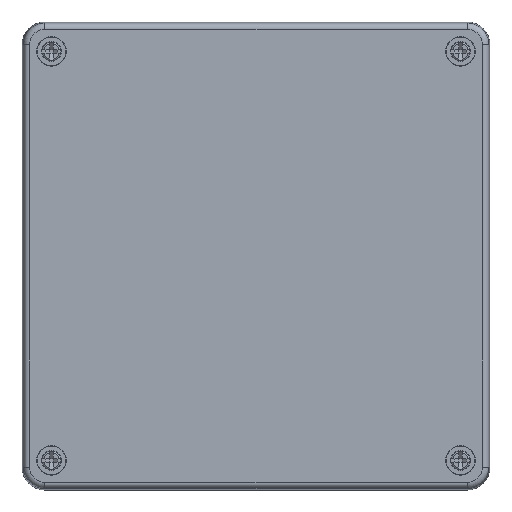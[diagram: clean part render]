
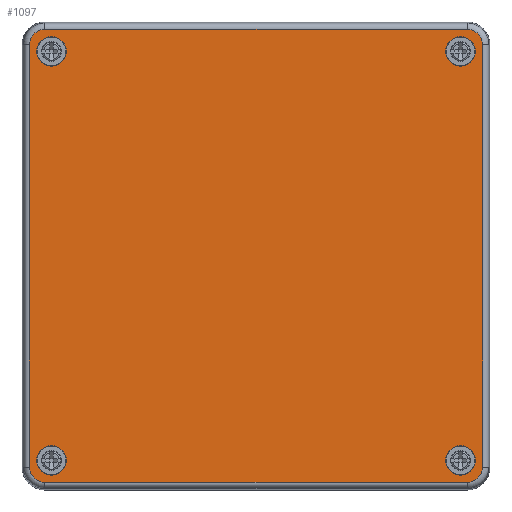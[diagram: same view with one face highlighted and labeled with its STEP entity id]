
A CAD part, top view. The second image highlights one B-rep face of the part: STEP entity #1097.
In plain terms, the highlighted planar face has unit normal (0, 0, 1).
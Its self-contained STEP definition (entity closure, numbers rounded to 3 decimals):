
#1097 = ADVANCED_FACE( '', ( #2425, #2426, #2427, #2428, #2429 ), #2430, .F. );
#2425 = FACE_BOUND( '', #3943, .T. );
#2426 = FACE_BOUND( '', #3944, .T. );
#2427 = FACE_BOUND( '', #3945, .T. );
#2428 = FACE_BOUND( '', #3946, .T. );
#2429 = FACE_OUTER_BOUND( '', #3947, .T. );
#2430 = PLANE( '', #3948 );
#3943 = EDGE_LOOP( '', ( #6821 ) );
#3944 = EDGE_LOOP( '', ( #6822 ) );
#3945 = EDGE_LOOP( '', ( #6823 ) );
#3946 = EDGE_LOOP( '', ( #6824 ) );
#3947 = EDGE_LOOP( '', ( #6825, #6826, #6827, #6828, #6829, #6830, #6831, #6832 ) );
#3948 = AXIS2_PLACEMENT_3D( '', #6833, #6834, #6835 );
#6821 = ORIENTED_EDGE( '', *, *, #9161, .T. );
#6822 = ORIENTED_EDGE( '', *, *, #9429, .T. );
#6823 = ORIENTED_EDGE( '', *, *, #8862, .T. );
#6824 = ORIENTED_EDGE( '', *, *, #9117, .T. );
#6825 = ORIENTED_EDGE( '', *, *, #9430, .T. );
#6826 = ORIENTED_EDGE( '', *, *, #9361, .F. );
#6827 = ORIENTED_EDGE( '', *, *, #9152, .T. );
#6828 = ORIENTED_EDGE( '', *, *, #9431, .F. );
#6829 = ORIENTED_EDGE( '', *, *, #9006, .F. );
#6830 = ORIENTED_EDGE( '', *, *, #8740, .T. );
#6831 = ORIENTED_EDGE( '', *, *, #8884, .F. );
#6832 = ORIENTED_EDGE( '', *, *, #8440, .T. );
#6833 = CARTESIAN_POINT( '', ( 69.5, 74.554, 19. ) );
#6834 = DIRECTION( '', ( 0., 0., -1. ) );
#6835 = DIRECTION( '', ( -1., 0., 0. ) );
#8440 = EDGE_CURVE( '', #10015, #10013, #10016, .T. );
#8740 = EDGE_CURVE( '', #10538, #10536, #10539, .T. );
#8862 = EDGE_CURVE( '', #10738, #10738, #10739, .T. );
#8884 = EDGE_CURVE( '', #10015, #10536, #10769, .T. );
#9006 = EDGE_CURVE( '', #10538, #10945, #10946, .T. );
#9117 = EDGE_CURVE( '', #11106, #11106, #11107, .T. );
#9152 = EDGE_CURVE( '', #11157, #11158, #11159, .T. );
#9161 = EDGE_CURVE( '', #11173, #11173, #11174, .T. );
#9361 = EDGE_CURVE( '', #11157, #11454, #11456, .T. );
#9429 = EDGE_CURVE( '', #11540, #11540, #11541, .T. );
#9430 = EDGE_CURVE( '', #10013, #11454, #11542, .T. );
#9431 = EDGE_CURVE( '', #10945, #11158, #11543, .T. );
#10013 = VERTEX_POINT( '', #12237 );
#10015 = VERTEX_POINT( '', #12239 );
#10016 = LINE( '', #12240, #12241 );
#10536 = VERTEX_POINT( '', #12926 );
#10538 = VERTEX_POINT( '', #12928 );
#10539 = LINE( '', #12929, #12930 );
#10738 = VERTEX_POINT( '', #13205 );
#10739 = CIRCLE( '', #13206, 4.868 );
#10769 = CIRCLE( '', #13249, 5.054 );
#10945 = VERTEX_POINT( '', #13472 );
#10946 = CIRCLE( '', #13473, 5.054 );
#11106 = VERTEX_POINT( '', #13689 );
#11107 = CIRCLE( '', #13690, 4.868 );
#11157 = VERTEX_POINT( '', #13759 );
#11158 = VERTEX_POINT( '', #13760 );
#11159 = CIRCLE( '', #13761, 5.054 );
#11173 = VERTEX_POINT( '', #13775 );
#11174 = CIRCLE( '', #13776, 4.868 );
#11454 = VERTEX_POINT( '', #14147 );
#11456 = LINE( '', #14149, #14150 );
#11540 = VERTEX_POINT( '', #14258 );
#11541 = CIRCLE( '', #14259, 4.868 );
#11542 = CIRCLE( '', #14260, 5.054 );
#11543 = LINE( '', #14261, #14262 );
#12237 = CARTESIAN_POINT( '', ( -74.554, -69.5, 19. ) );
#12239 = CARTESIAN_POINT( '', ( -74.554, 69.5, 19. ) );
#12240 = CARTESIAN_POINT( '', ( -74.554, 69.5, 19. ) );
#12241 = VECTOR( '', #14975, 1000. );
#12926 = CARTESIAN_POINT( '', ( -69.5, 74.554, 19. ) );
#12928 = CARTESIAN_POINT( '', ( 69.5, 74.554, 19. ) );
#12929 = CARTESIAN_POINT( '', ( 69.5, 74.554, 19. ) );
#12930 = VECTOR( '', #15438, 1000. );
#13205 = CARTESIAN_POINT( '', ( 62.432, -67.3, 19. ) );
#13206 = AXIS2_PLACEMENT_3D( '', #15624, #15625, #15626 );
#13249 = AXIS2_PLACEMENT_3D( '', #15655, #15656, #15657 );
#13472 = CARTESIAN_POINT( '', ( 74.554, 69.5, 19. ) );
#13473 = AXIS2_PLACEMENT_3D( '', #15798, #15799, #15800 );
#13689 = CARTESIAN_POINT( '', ( 62.432, 67.3, 19. ) );
#13690 = AXIS2_PLACEMENT_3D( '', #15924, #15925, #15926 );
#13759 = CARTESIAN_POINT( '', ( 69.5, -74.554, 19. ) );
#13760 = CARTESIAN_POINT( '', ( 74.554, -69.5, 19. ) );
#13761 = AXIS2_PLACEMENT_3D( '', #15961, #15962, #15963 );
#13775 = CARTESIAN_POINT( '', ( -72.168, -67.3, 19. ) );
#13776 = AXIS2_PLACEMENT_3D( '', #15982, #15983, #15984 );
#14147 = CARTESIAN_POINT( '', ( -69.5, -74.554, 19. ) );
#14149 = CARTESIAN_POINT( '', ( 69.5, -74.554, 19. ) );
#14150 = VECTOR( '', #16230, 1000. );
#14258 = CARTESIAN_POINT( '', ( -72.168, 67.3, 19. ) );
#14259 = AXIS2_PLACEMENT_3D( '', #16294, #16295, #16296 );
#14260 = AXIS2_PLACEMENT_3D( '', #16297, #16298, #16299 );
#14261 = CARTESIAN_POINT( '', ( 74.554, 69.5, 19. ) );
#14262 = VECTOR( '', #16300, 1000. );
#14975 = DIRECTION( '', ( 0., -1., 0. ) );
#15438 = DIRECTION( '', ( -1., 0., 0. ) );
#15624 = CARTESIAN_POINT( '', ( 67.3, -67.3, 19. ) );
#15625 = DIRECTION( '', ( 0., 0., -1. ) );
#15626 = DIRECTION( '', ( -1., 0., 0. ) );
#15655 = CARTESIAN_POINT( '', ( -69.5, 69.5, 19. ) );
#15656 = DIRECTION( '', ( 0., 0., -1. ) );
#15657 = DIRECTION( '', ( -1., 0., 0. ) );
#15798 = CARTESIAN_POINT( '', ( 69.5, 69.5, 19. ) );
#15799 = DIRECTION( '', ( 0., 0., -1. ) );
#15800 = DIRECTION( '', ( -1., 0., 0. ) );
#15924 = CARTESIAN_POINT( '', ( 67.3, 67.3, 19. ) );
#15925 = DIRECTION( '', ( 0., 0., -1. ) );
#15926 = DIRECTION( '', ( -1., 0., 0. ) );
#15961 = CARTESIAN_POINT( '', ( 69.5, -69.5, 19. ) );
#15962 = DIRECTION( '', ( 0., 0., 1. ) );
#15963 = DIRECTION( '', ( 1., 0., 0. ) );
#15982 = CARTESIAN_POINT( '', ( -67.3, -67.3, 19. ) );
#15983 = DIRECTION( '', ( 0., 0., -1. ) );
#15984 = DIRECTION( '', ( -1., 0., 0. ) );
#16230 = DIRECTION( '', ( -1., 0., 0. ) );
#16294 = CARTESIAN_POINT( '', ( -67.3, 67.3, 19. ) );
#16295 = DIRECTION( '', ( 0., 0., -1. ) );
#16296 = DIRECTION( '', ( -1., 0., 0. ) );
#16297 = CARTESIAN_POINT( '', ( -69.5, -69.5, 19. ) );
#16298 = DIRECTION( '', ( 0., 0., 1. ) );
#16299 = DIRECTION( '', ( 1., 0., 0. ) );
#16300 = DIRECTION( '', ( 0., -1., 0. ) );
